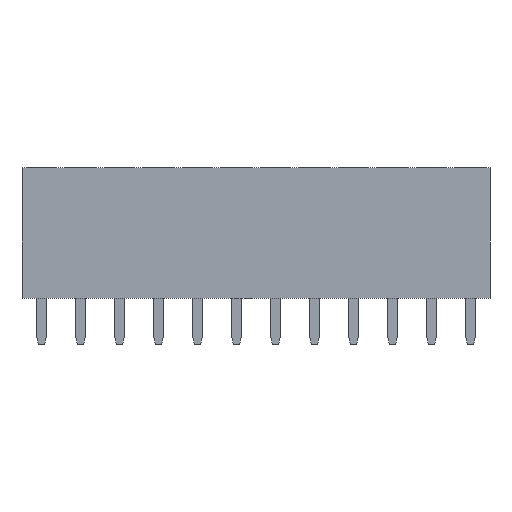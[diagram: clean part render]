
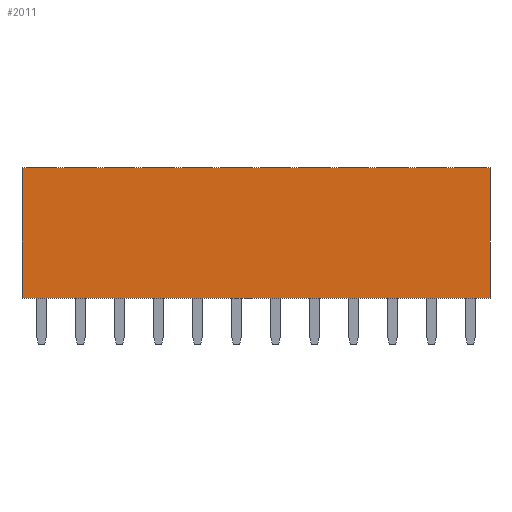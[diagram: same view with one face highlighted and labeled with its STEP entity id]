
A CAD part, left-side view. The second image highlights one B-rep face of the part: STEP entity #2011.
In plain terms, the highlighted planar face has unit normal (-1, 0, 0).
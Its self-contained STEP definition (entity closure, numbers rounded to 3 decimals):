
#885 = VERTEX_POINT('',#886);
#886 = CARTESIAN_POINT('',(-1.25,1.27,0.));
#894 = EDGE_CURVE('',#885,#895,#897,.T.);
#895 = VERTEX_POINT('',#896);
#896 = CARTESIAN_POINT('',(-1.25,1.27,8.5));
#897 = LINE('',#898,#899);
#898 = CARTESIAN_POINT('',(-1.25,1.27,0.));
#899 = VECTOR('',#900,1.);
#900 = DIRECTION('',(0.,0.,1.));
#975 = EDGE_CURVE('',#976,#885,#978,.T.);
#976 = VERTEX_POINT('',#977);
#977 = CARTESIAN_POINT('',(-1.25,-29.21,0.));
#978 = LINE('',#979,#980);
#979 = CARTESIAN_POINT('',(-1.25,-29.21,0.));
#980 = VECTOR('',#981,1.);
#981 = DIRECTION('',(0.,1.,0.));
#1584 = EDGE_CURVE('',#1585,#895,#1587,.T.);
#1585 = VERTEX_POINT('',#1586);
#1586 = CARTESIAN_POINT('',(-1.25,-29.21,8.5));
#1587 = LINE('',#1588,#1589);
#1588 = CARTESIAN_POINT('',(-1.25,-29.21,8.5));
#1589 = VECTOR('',#1590,1.);
#1590 = DIRECTION('',(0.,1.,0.));
#2011 = ADVANCED_FACE('',(#2012),#2023,.T.);
#2012 = FACE_BOUND('',#2013,.T.);
#2013 = EDGE_LOOP('',(#2014,#2020,#2021,#2022));
#2014 = ORIENTED_EDGE('',*,*,#2015,.T.);
#2015 = EDGE_CURVE('',#976,#1585,#2016,.T.);
#2016 = LINE('',#2017,#2018);
#2017 = CARTESIAN_POINT('',(-1.25,-29.21,0.));
#2018 = VECTOR('',#2019,1.);
#2019 = DIRECTION('',(0.,0.,1.));
#2020 = ORIENTED_EDGE('',*,*,#1584,.T.);
#2021 = ORIENTED_EDGE('',*,*,#894,.F.);
#2022 = ORIENTED_EDGE('',*,*,#975,.F.);
#2023 = PLANE('',#2024);
#2024 = AXIS2_PLACEMENT_3D('',#2025,#2026,#2027);
#2025 = CARTESIAN_POINT('',(-1.25,-29.21,0.));
#2026 = DIRECTION('',(-1.,0.,0.));
#2027 = DIRECTION('',(0.,1.,0.));
